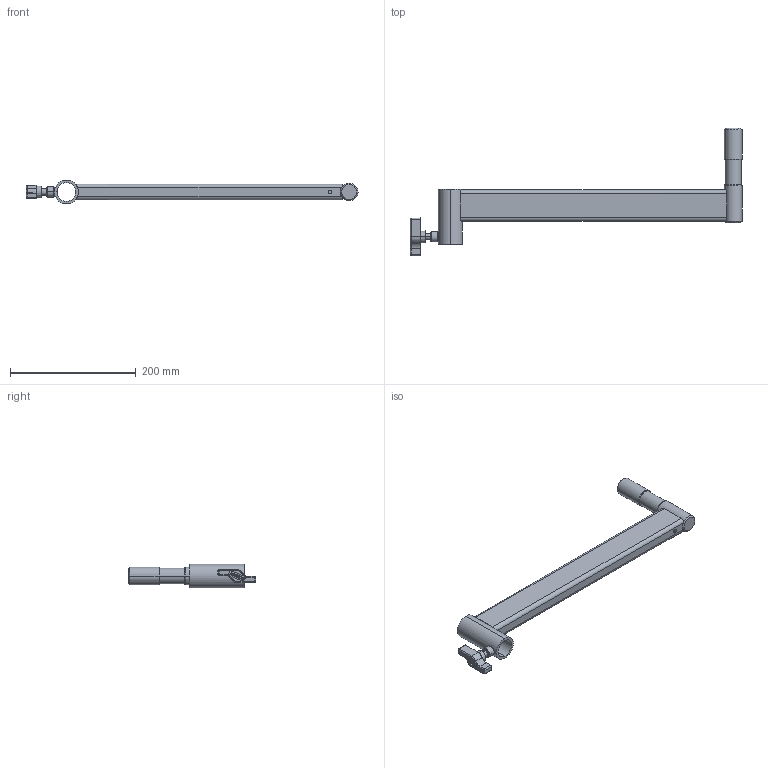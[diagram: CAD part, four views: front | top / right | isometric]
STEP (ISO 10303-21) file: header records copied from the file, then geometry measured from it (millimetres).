
FILE_DESCRIPTION (( 'STEP AP203' ), '1' );
FILE_NAME ('G1300.STEP', '2018-09-27T08:59:29', ( '' ), ( '' ), 'SwSTEP 2.0', 'SolidWorks 2016', '' );
FILE_SCHEMA (( 'CONFIG_CONTROL_DESIGN' ));
Length unit declared in the file: millimetre
Products named in the file (7): TH1774; TH2218; TH1775; G1300; Doughty Knob_S0154; TH1778; TH1776
Assembly tree (6 placements, depth 3):
  G1300
    TH1778
      TH1774
      TH1776
      TH1775
      TH2218
    Doughty Knob_S0154
Bounding box: 528.34 x 202.75 x 38.1 mm (x, y, z)
Volume: 308324.9 mm3; surface area: 150697.7 mm2
Topology: 5 solids, 5 shells, 189 faces, 467 edges, 302 vertices
Faces by surface type: plane 86, cylinder 71, cone 24, torus 8
Entity records: 6838 total; most frequent: CARTESIAN_POINT 1472, DIRECTION 1017, ORIENTED_EDGE 934, EDGE_CURVE 467, AXIS2_PLACEMENT_3D 375, VERTEX_POINT 302, VECTOR 267, LINE 267
